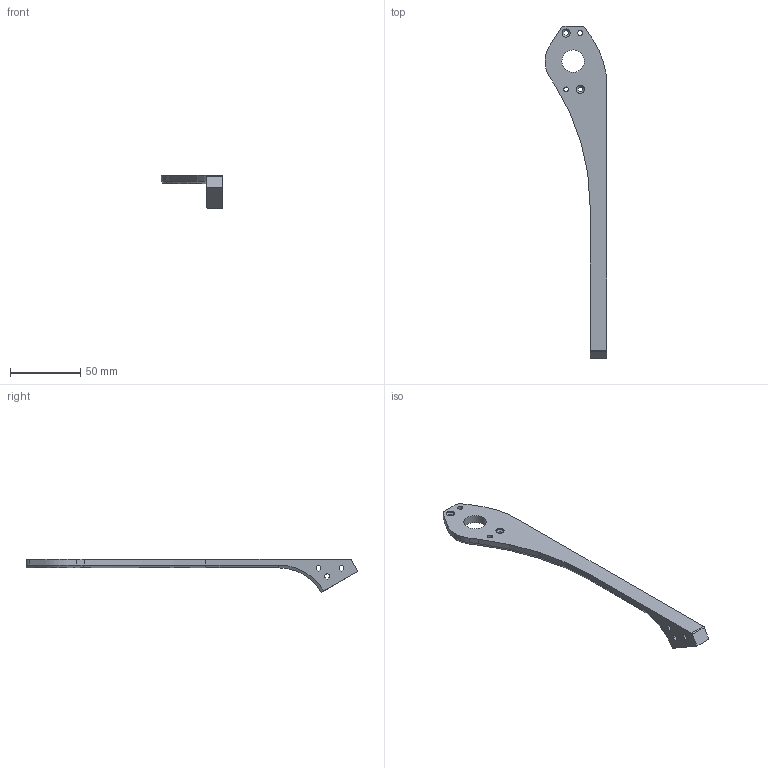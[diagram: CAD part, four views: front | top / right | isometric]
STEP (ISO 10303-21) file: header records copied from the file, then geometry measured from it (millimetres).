
FILE_DESCRIPTION(('STEP AP242'), '1');
FILE_NAME('Áàëêà', '', ('UNSPECIFIED'), ('UNSPECIFIED'), 'C3D Converter', 'C3D Toolkit', '');
FILE_SCHEMA(('AP242_MANAGED_MODEL_BASED_3D_ENGINEERING_MIM_LF { 1 0 10303 442 1 1 4 }'));
Length unit declared in the file: millimetre
Products named in the file (4): -04; -01
Assembly tree (6 placements, depth 3):
  (unnamed)
    -04  x2
      (unnamed)
    -01  x3
Bounding box: 43.93 x 235.67 x 23.5 mm (x, y, z)
Volume: 29384.4 mm3; surface area: 13130.9 mm2
Topology: 1 solids, 1 shells, 41 faces, 108 edges, 69 vertices
Faces by surface type: plane 19, cylinder 17, cone 5
Full cylindrical faces by diameter (mm): 3.4 x4, 5.8 x2, 16 x1
Entity records: 1535 total; most frequent: DIRECTION 231, CARTESIAN_POINT 219, ORIENTED_EDGE 198, EDGE_CURVE 99, AXIS2_PLACEMENT_3D 85, VERTEX_POINT 69, EDGE_LOOP 66, LINE 61
